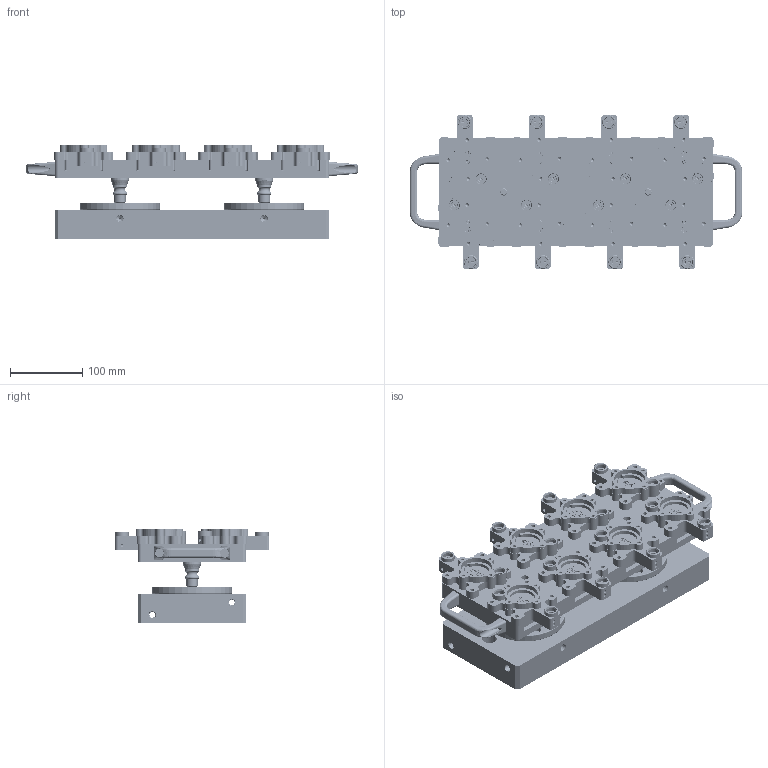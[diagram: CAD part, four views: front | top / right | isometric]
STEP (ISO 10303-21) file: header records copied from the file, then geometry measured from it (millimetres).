
FILE_DESCRIPTION(/* description */ (''),/* implementation_level */ '2;1');
FILE_NAME(/* name */ '',/* time_stamp */ '2021-04-11T21:00:50+08:00',/* author */ (''),/* organization */ (''),/* preprocessor_version */ 'ST-DEVELOPER v11',/* originating_system */ 'SIEMENS PLM Software NX 7.0',/* authorisation */ '');
FILE_SCHEMA (('CONFIG_CONTROL_DESIGN'));
Products named in the file (1): Admi00694gyf
Bounding box: 460 x 213.69 x 129.58 mm (x, y, z)
Volume: 3902388.5 mm3; surface area: 682169.7 mm2
Topology: 18 solids, 18 shells, 3804 faces, 10002 edges, 6482 vertices
Faces by surface type: cylinder 1881, plane 1240, cone 444, torus 123, bspline 100, sphere 16
Full cylindrical faces by diameter (mm): 1.3 x32, 3 x12, 3.5 x8, 3.8 x8, 4 x32, 4.2 x72, 4.77 x32, 5 x16, 5.3 x4, 5.5 x80, 6 x16, 6.4 x8, 6.5 x20, 7.7 x8, 7.8 x8, 8 x30, 8.5 x16, 10 x54, 10.2 x2, 11 x40, 11.5 x4, 13 x4, 13.6 x16, 15 x2, 16 x2, 17.5 x2, 18 x4, 19 x8, 20 x8, 25 x3
Entity records: 117660 total; most frequent: CARTESIAN_POINT 27679, DIRECTION 19936, ORIENTED_EDGE 16890, EDGE_CURVE 8445, AXIS2_PLACEMENT_3D 8150, VERTEX_POINT 5967, EDGE_LOOP 5366, CIRCLE 4361
